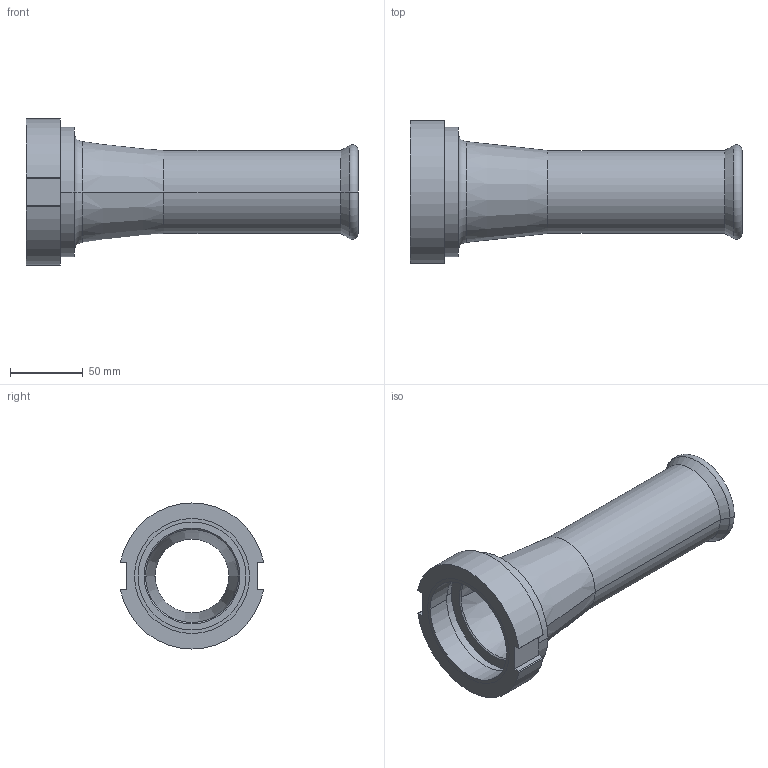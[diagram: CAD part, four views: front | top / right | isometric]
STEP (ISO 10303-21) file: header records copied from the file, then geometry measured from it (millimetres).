
FILE_DESCRIPTION((''),'2;1');
FILE_NAME('D44602_ALUM','2012-07-09T',('cknei'),(''),'PRO/ENGINEER BY PARAMETRIC TECHNOLOGY CORPORATION, 2011180','PRO/ENGINEER BY PARAMETRIC TECHNOLOGY CORPORATION, 2011180','');
FILE_SCHEMA(('CONFIG_CONTROL_DESIGN'));
Length unit declared in the file: inch
Products named in the file (1): D44602_ALUM
Bounding box: 228.6 x 98.54 x 100.58 mm (x, y, z)
Volume: 231417.2 mm3; surface area: 101507.2 mm2
Topology: 1 solids, 2 shells, 45 faces, 102 edges, 64 vertices
Faces by surface type: cylinder 20, plane 13, cone 8, torus 4
Entity records: 1326 total; most frequent: DIRECTION 250, CARTESIAN_POINT 212, ORIENTED_EDGE 200, AXIS2_PLACEMENT_3D 102, EDGE_CURVE 102, VERTEX_POINT 64, CIRCLE 56, EDGE_LOOP 52
